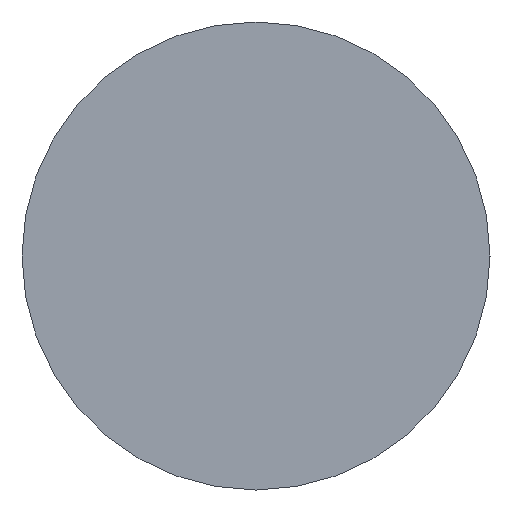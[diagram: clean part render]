
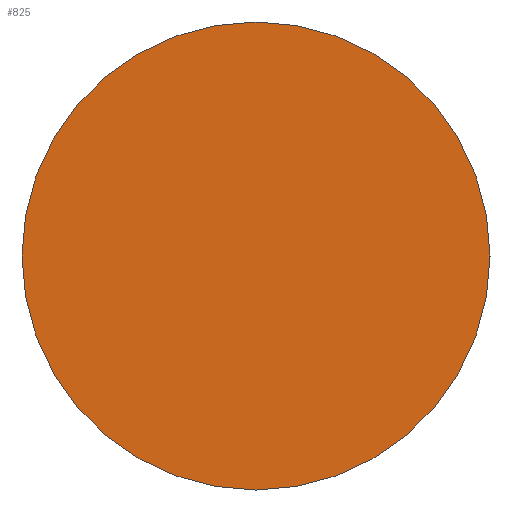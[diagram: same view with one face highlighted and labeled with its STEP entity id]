
A CAD part, front view. The second image highlights one B-rep face of the part: STEP entity #825.
In plain terms, the highlighted planar face has unit normal (0, -1, 0).
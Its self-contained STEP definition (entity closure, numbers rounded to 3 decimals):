
#53=PLANE('',#937);
#115=FACE_OUTER_BOUND('',#176,.T.);
#176=EDGE_LOOP('',(#706));
#328=CIRCLE('',#930,11.);
#402=VERTEX_POINT('',#1412);
#501=EDGE_CURVE('',#402,#402,#328,.T.);
#706=ORIENTED_EDGE('',*,*,#501,.T.);
#825=ADVANCED_FACE('',(#115),#53,.T.);
#930=AXIS2_PLACEMENT_3D('',#1413,#1151,#1152);
#937=AXIS2_PLACEMENT_3D('',#1425,#1168,#1169);
#1151=DIRECTION('center_axis',(0.,-1.,0.));
#1152=DIRECTION('ref_axis',(1.,0.,0.));
#1168=DIRECTION('center_axis',(0.,-1.,0.));
#1169=DIRECTION('ref_axis',(0.,0.,-1.));
#1412=CARTESIAN_POINT('',(-11.,0.,0.));
#1413=CARTESIAN_POINT('Origin',(0.,0.,
0.));
#1425=CARTESIAN_POINT('Origin',(5.5,0.,0.));
